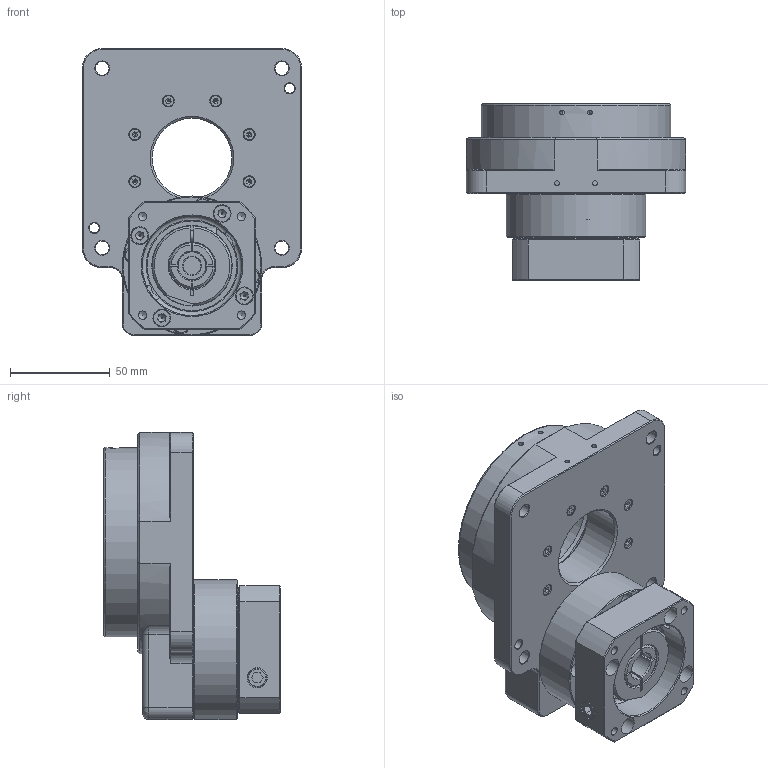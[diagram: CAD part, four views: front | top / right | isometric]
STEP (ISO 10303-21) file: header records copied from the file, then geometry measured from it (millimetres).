
FILE_DESCRIPTION((''),'2;1');
FILE_NAME('KGT-110H-1.stp','2018-11-16T16:22:43',('Young'),(''),'Autodesk Inventor 2012','Autodesk Inventor 2012','');
FILE_SCHEMA(('AUTOMOTIVE_DESIGN { 1 0 10303 214 1 1 1 1 }'));
Length unit declared in the file: millimetre
Products named in the file (1): KGT-110H-1
Bounding box: 110 x 88.5 x 144 mm (x, y, z)
Volume: 527997 mm3; surface area: 101539.9 mm2
Topology: 3 solids, 66 shells, 1206 faces, 2743 edges, 1702 vertices
Faces by surface type: plane 682, cylinder 286, cone 194, torus 40, bspline 4
Full cylindrical faces by diameter (mm): 2.5 x28, 3 x12, 3.3 x4, 3.5 x12, 4 x4, 4.2 x15, 4.5 x4, 5 x9, 5.5 x23, 6 x18, 6.8 x4, 7 x4, 8 x4, 8.5 x5, 9 x4, 9.5 x2, 14 x1, 14.1 x1, 24 x1, 24.8 x1, 40 x3, 45 x1, 50 x1, 51.3 x1, 54 x2, 59 x1, 69 x1, 70 x1, 72.6 x1, 78 x1
Entity records: 32808 total; most frequent: CARTESIAN_POINT 6279, DIRECTION 5588, ORIENTED_EDGE 4500, AXIS2_PLACEMENT_3D 2263, EDGE_CURVE 2250, EDGE_LOOP 1659, VERTEX_POINT 1545, FACE_OUTER_BOUND 1206
